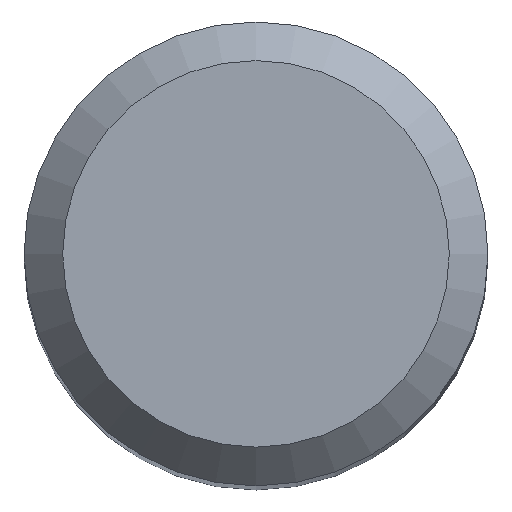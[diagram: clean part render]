
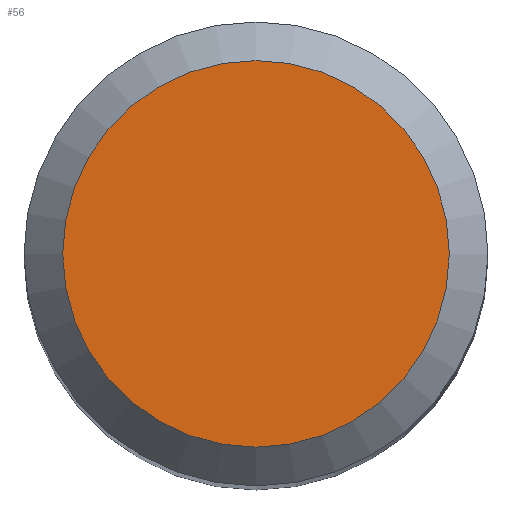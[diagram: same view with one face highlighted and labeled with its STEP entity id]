
A CAD part, top view. The second image highlights one B-rep face of the part: STEP entity #56.
In plain terms, the highlighted planar face has unit normal (0, 0, 1).
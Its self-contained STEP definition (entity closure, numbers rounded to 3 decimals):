
#45=PLANE('',#215);
#48=FACE_OUTER_BOUND('',#94,.T.);
#56=ADVANCED_FACE('',(#48),#45,.T.);
#94=EDGE_LOOP('',(#114));
#114=ORIENTED_EDGE('',*,*,#142,.F.);
#132=VERTEX_POINT('',#317);
#142=EDGE_CURVE('',#132,#132,#152,.T.);
#152=CIRCLE('',#214,2.5);
#214=AXIS2_PLACEMENT_3D('',#316,#251,#252);
#215=AXIS2_PLACEMENT_3D('',#318,#253,#254);
#251=DIRECTION('',(0.,0.,-1.));
#252=DIRECTION('',(-1.,0.,0.));
#253=DIRECTION('',(0.,0.,1.));
#254=DIRECTION('',(-1.,0.,0.));
#316=CARTESIAN_POINT('',(0.,0.,31.021));
#317=CARTESIAN_POINT('',(-2.5,0.,31.021));
#318=CARTESIAN_POINT('',(2.5,0.,31.021));
